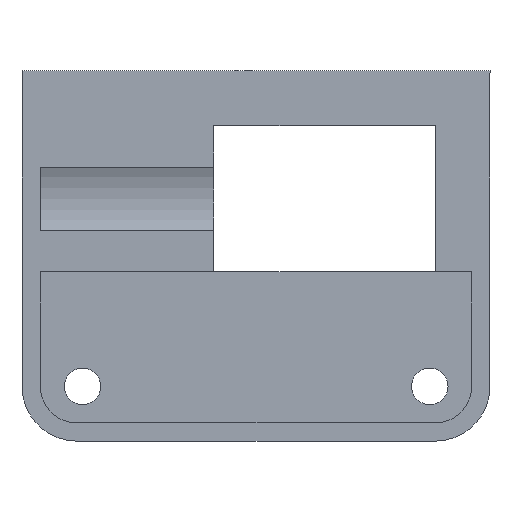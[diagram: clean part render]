
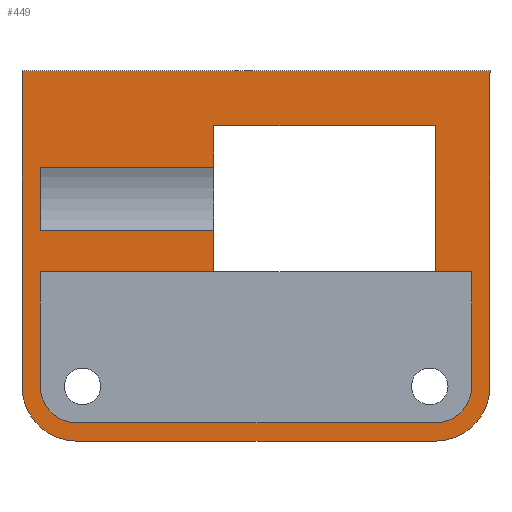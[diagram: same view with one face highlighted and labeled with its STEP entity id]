
A CAD part, front view. The second image highlights one B-rep face of the part: STEP entity #449.
In plain terms, the highlighted planar face has unit normal (0, -1, 0).
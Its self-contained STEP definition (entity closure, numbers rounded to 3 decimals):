
#22=FACE_BOUND('',#69,.T.);
#28=CIRCLE('',#488,3.);
#29=CIRCLE('',#489,3.);
#30=CIRCLE('',#490,2.);
#31=CIRCLE('',#491,2.);
#44=FACE_OUTER_BOUND('',#68,.T.);
#68=EDGE_LOOP('',(#311,#312,#313,#314,#315,#316));
#69=EDGE_LOOP('',(#317,#318,#319,#320,#321,#322,#323,#324,#325,#326,#327,
#328,#329,#330));
#96=LINE('',#655,#146);
#100=LINE('',#663,#150);
#104=LINE('',#672,#154);
#105=LINE('',#674,#155);
#106=LINE('',#676,#156);
#107=LINE('',#680,#157);
#108=LINE('',#683,#158);
#109=LINE('',#685,#159);
#110=LINE('',#689,#160);
#111=LINE('',#693,#161);
#112=LINE('',#695,#162);
#113=LINE('',#697,#163);
#114=LINE('',#699,#164);
#115=LINE('',#701,#165);
#116=LINE('',#703,#166);
#117=LINE('',#704,#167);
#146=VECTOR('',#527,10.);
#150=VECTOR('',#533,10.);
#154=VECTOR('',#539,10.);
#155=VECTOR('',#540,10.);
#156=VECTOR('',#541,10.);
#157=VECTOR('',#544,10.);
#158=VECTOR('',#547,10.);
#159=VECTOR('',#548,10.);
#160=VECTOR('',#551,10.);
#161=VECTOR('',#554,10.);
#162=VECTOR('',#555,10.);
#163=VECTOR('',#556,10.);
#164=VECTOR('',#557,10.);
#165=VECTOR('',#558,10.);
#166=VECTOR('',#559,10.);
#167=VECTOR('',#560,10.);
#196=VERTEX_POINT('',#653);
#197=VERTEX_POINT('',#654);
#200=VERTEX_POINT('',#662);
#203=VERTEX_POINT('',#670);
#204=VERTEX_POINT('',#671);
#205=VERTEX_POINT('',#673);
#206=VERTEX_POINT('',#675);
#207=VERTEX_POINT('',#677);
#208=VERTEX_POINT('',#679);
#209=VERTEX_POINT('',#682);
#210=VERTEX_POINT('',#684);
#211=VERTEX_POINT('',#686);
#212=VERTEX_POINT('',#688);
#213=VERTEX_POINT('',#690);
#214=VERTEX_POINT('',#692);
#215=VERTEX_POINT('',#694);
#216=VERTEX_POINT('',#696);
#217=VERTEX_POINT('',#698);
#218=VERTEX_POINT('',#700);
#219=VERTEX_POINT('',#702);
#238=EDGE_CURVE('',#196,#197,#96,.T.);
#242=EDGE_CURVE('',#197,#200,#100,.T.);
#246=EDGE_CURVE('',#203,#204,#104,.T.);
#247=EDGE_CURVE('',#204,#205,#105,.T.);
#248=EDGE_CURVE('',#205,#206,#106,.T.);
#249=EDGE_CURVE('',#206,#207,#28,.T.);
#250=EDGE_CURVE('',#207,#208,#107,.T.);
#251=EDGE_CURVE('',#208,#203,#29,.T.);
#252=EDGE_CURVE('',#209,#200,#108,.T.);
#253=EDGE_CURVE('',#196,#210,#109,.T.);
#254=EDGE_CURVE('',#210,#211,#30,.T.);
#255=EDGE_CURVE('',#211,#212,#110,.T.);
#256=EDGE_CURVE('',#212,#213,#31,.T.);
#257=EDGE_CURVE('',#213,#214,#111,.T.);
#258=EDGE_CURVE('',#214,#215,#112,.T.);
#259=EDGE_CURVE('',#215,#216,#113,.T.);
#260=EDGE_CURVE('',#216,#217,#114,.T.);
#261=EDGE_CURVE('',#217,#218,#115,.T.);
#262=EDGE_CURVE('',#218,#219,#116,.T.);
#263=EDGE_CURVE('',#219,#209,#117,.T.);
#311=ORIENTED_EDGE('',*,*,#246,.T.);
#312=ORIENTED_EDGE('',*,*,#247,.T.);
#313=ORIENTED_EDGE('',*,*,#248,.T.);
#314=ORIENTED_EDGE('',*,*,#249,.T.);
#315=ORIENTED_EDGE('',*,*,#250,.T.);
#316=ORIENTED_EDGE('',*,*,#251,.T.);
#317=ORIENTED_EDGE('',*,*,#252,.T.);
#318=ORIENTED_EDGE('',*,*,#242,.F.);
#319=ORIENTED_EDGE('',*,*,#238,.F.);
#320=ORIENTED_EDGE('',*,*,#253,.T.);
#321=ORIENTED_EDGE('',*,*,#254,.T.);
#322=ORIENTED_EDGE('',*,*,#255,.T.);
#323=ORIENTED_EDGE('',*,*,#256,.T.);
#324=ORIENTED_EDGE('',*,*,#257,.T.);
#325=ORIENTED_EDGE('',*,*,#258,.T.);
#326=ORIENTED_EDGE('',*,*,#259,.T.);
#327=ORIENTED_EDGE('',*,*,#260,.T.);
#328=ORIENTED_EDGE('',*,*,#261,.T.);
#329=ORIENTED_EDGE('',*,*,#262,.T.);
#330=ORIENTED_EDGE('',*,*,#263,.T.);
#432=PLANE('',#487);
#449=ADVANCED_FACE('',(#44,#22),#432,.T.);
#487=AXIS2_PLACEMENT_3D('',#669,#537,#538);
#488=AXIS2_PLACEMENT_3D('',#678,#542,#543);
#489=AXIS2_PLACEMENT_3D('',#681,#545,#546);
#490=AXIS2_PLACEMENT_3D('',#687,#549,#550);
#491=AXIS2_PLACEMENT_3D('',#691,#552,#553);
#527=DIRECTION('',(-1.,0.,0.));
#533=DIRECTION('',(0.,0.,1.));
#537=DIRECTION('center_axis',(0.,-1.,0.));
#538=DIRECTION('ref_axis',(0.,0.,-1.));
#539=DIRECTION('',(0.,0.,1.));
#540=DIRECTION('',(-1.,0.,0.));
#541=DIRECTION('',(0.,0.,-1.));
#542=DIRECTION('center_axis',(0.,-1.,0.));
#543=DIRECTION('ref_axis',(0.,0.,-1.));
#544=DIRECTION('',(1.,0.,0.));
#545=DIRECTION('center_axis',(0.,-1.,0.));
#546=DIRECTION('ref_axis',(1.,0.,0.));
#547=DIRECTION('',(1.,0.,0.));
#548=DIRECTION('',(0.,0.,-1.));
#549=DIRECTION('center_axis',(0.,1.,0.));
#550=DIRECTION('ref_axis',(1.,0.,0.));
#551=DIRECTION('',(-1.,0.,0.));
#552=DIRECTION('center_axis',(0.,1.,0.));
#553=DIRECTION('ref_axis',(0.,0.,-1.));
#554=DIRECTION('',(0.,0.,1.));
#555=DIRECTION('',(1.,0.,0.));
#556=DIRECTION('',(0.,0.,1.));
#557=DIRECTION('',(-1.,0.,0.));
#558=DIRECTION('',(0.,0.,1.));
#559=DIRECTION('',(1.,0.,0.));
#560=DIRECTION('',(0.,0.,1.));
#653=CARTESIAN_POINT('',(42.542,-4.792,9.834));
#654=CARTESIAN_POINT('',(40.542,-4.792,9.834));
#655=CARTESIAN_POINT('',(42.542,-4.792,9.834));
#662=CARTESIAN_POINT('',(40.542,-4.792,17.836));
#663=CARTESIAN_POINT('',(40.542,-4.792,15.836));
#669=CARTESIAN_POINT('Origin',(30.739,-4.792,10.702));
#670=CARTESIAN_POINT('',(43.542,-4.792,3.57));
#671=CARTESIAN_POINT('',(43.542,-4.792,20.835));
#672=CARTESIAN_POINT('',(43.542,-4.792,9.834));
#673=CARTESIAN_POINT('',(17.935,-4.792,20.835));
#674=CARTESIAN_POINT('',(17.935,-4.792,20.835));
#675=CARTESIAN_POINT('',(17.935,-4.792,3.57));
#676=CARTESIAN_POINT('',(17.935,-4.792,3.57));
#677=CARTESIAN_POINT('',(20.935,-4.792,0.57));
#678=CARTESIAN_POINT('Origin',(20.935,-4.792,3.57));
#679=CARTESIAN_POINT('',(40.542,-4.792,0.57));
#680=CARTESIAN_POINT('',(40.542,-4.792,0.57));
#681=CARTESIAN_POINT('Origin',(40.542,-4.792,3.57));
#682=CARTESIAN_POINT('',(28.437,-4.792,17.836));
#683=CARTESIAN_POINT('',(42.542,-4.792,17.836));
#684=CARTESIAN_POINT('',(42.542,-4.792,3.57));
#685=CARTESIAN_POINT('',(42.542,-4.792,19.835));
#686=CARTESIAN_POINT('',(40.542,-4.792,1.57));
#687=CARTESIAN_POINT('Origin',(40.542,-4.792,3.57));
#688=CARTESIAN_POINT('',(20.935,-4.792,1.57));
#689=CARTESIAN_POINT('',(40.542,-4.792,1.57));
#690=CARTESIAN_POINT('',(18.935,-4.792,3.57));
#691=CARTESIAN_POINT('Origin',(20.935,-4.792,3.57));
#692=CARTESIAN_POINT('',(18.935,-4.792,9.834));
#693=CARTESIAN_POINT('',(18.935,-4.792,17.836));
#694=CARTESIAN_POINT('',(28.437,-4.792,9.834));
#695=CARTESIAN_POINT('',(18.935,-4.792,9.834));
#696=CARTESIAN_POINT('',(28.437,-4.792,12.109));
#697=CARTESIAN_POINT('',(28.437,-4.792,9.834));
#698=CARTESIAN_POINT('',(18.935,-4.792,12.109));
#699=CARTESIAN_POINT('',(38.935,-4.792,12.109));
#700=CARTESIAN_POINT('',(18.935,-4.792,15.561));
#701=CARTESIAN_POINT('',(18.935,-4.792,12.269));
#702=CARTESIAN_POINT('',(28.437,-4.792,15.561));
#703=CARTESIAN_POINT('',(38.935,-4.792,15.561));
#704=CARTESIAN_POINT('',(28.437,-4.792,9.834));
